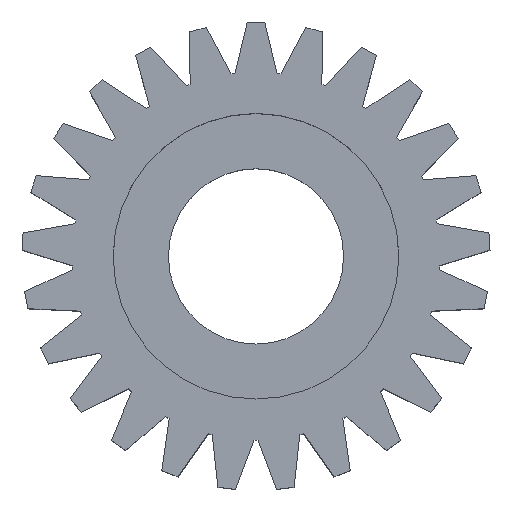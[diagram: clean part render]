
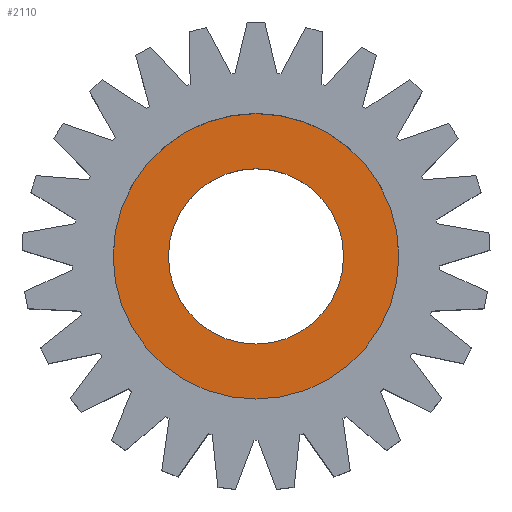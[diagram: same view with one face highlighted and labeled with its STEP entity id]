
A CAD part, top view. The second image highlights one B-rep face of the part: STEP entity #2110.
In plain terms, the highlighted planar face has unit normal (0, 0, 1).
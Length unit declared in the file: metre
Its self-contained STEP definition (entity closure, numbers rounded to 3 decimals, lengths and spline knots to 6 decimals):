
#89=PLANE('',#2281);
#1194=ORIENTED_EDGE('',*,*,#1501,.F.);
#1195=ORIENTED_EDGE('',*,*,#1500,.T.);
#1500=EDGE_CURVE('',#1704,#1704,#1758,.T.);
#1501=EDGE_CURVE('',#1705,#1705,#1759,.T.);
#1704=VERTEX_POINT('',#3463);
#1705=VERTEX_POINT('',#3466);
#1758=CIRCLE('',#2280,0.00815);
#1759=CIRCLE('',#2282,0.005);
#1866=EDGE_LOOP('',(#1194));
#1867=EDGE_LOOP('',(#1195));
#1976=FACE_BOUND('',#1866,.T.);
#1977=FACE_BOUND('',#1867,.T.);
#2110=ADVANCED_FACE('',(#1976,#1977),#89,.T.);
#2280=AXIS2_PLACEMENT_3D('',#3462,#2846,#2847);
#2281=AXIS2_PLACEMENT_3D('',#3464,#2848,#2849);
#2282=AXIS2_PLACEMENT_3D('',#3465,#2850,#2851);
#2846=DIRECTION('',(0.,0.,1.));
#2847=DIRECTION('',(1.,0.,0.));
#2848=DIRECTION('',(0.,0.,1.));
#2849=DIRECTION('',(1.,0.,0.));
#2850=DIRECTION('',(0.,0.,1.));
#2851=DIRECTION('',(1.,0.,0.));
#3462=CARTESIAN_POINT('',(0.,0.034975,0.011));
#3463=CARTESIAN_POINT('',(0.00815,0.034975,0.011));
#3464=CARTESIAN_POINT('',(0.,0.034996,0.011));
#3465=CARTESIAN_POINT('',(0.,0.034975,0.011));
#3466=CARTESIAN_POINT('',(0.005,0.034975,0.011));
